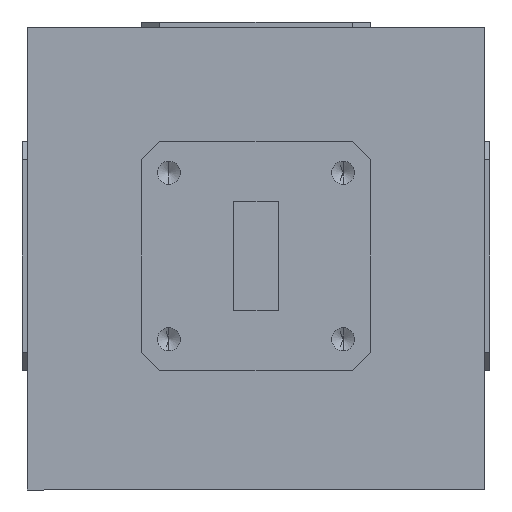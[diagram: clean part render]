
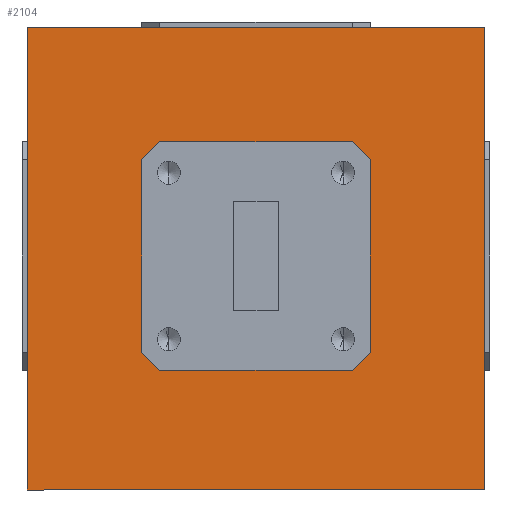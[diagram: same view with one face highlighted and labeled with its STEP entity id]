
A CAD part, front view. The second image highlights one B-rep face of the part: STEP entity #2104.
In plain terms, the highlighted planar face has unit normal (0, -1, 0).
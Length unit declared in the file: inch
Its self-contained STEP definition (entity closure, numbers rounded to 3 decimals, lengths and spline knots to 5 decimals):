
#8 = VERTEX_POINT ( 'NONE', #4306 ) ;
#14 = EDGE_CURVE ( 'NONE', #4825, #510, #1654, .T. ) ;
#29 = ORIENTED_EDGE ( 'NONE', *, *, #1250, .F. ) ;
#151 = CARTESIAN_POINT ( 'NONE',  ( 0.37, -0.855, 0.44 ) ) ;
#174 = LINE ( 'NONE', #2908, #3337 ) ;
#258 = CARTESIAN_POINT ( 'NONE',  ( 0.88, -0.855, -0.9 ) ) ;
#285 = VECTOR ( 'NONE', #3776, 39.37008 ) ;
#312 = CARTESIAN_POINT ( 'NONE',  ( -0.44, -0.855, 0.37 ) ) ;
#510 = VERTEX_POINT ( 'NONE', #1696 ) ;
#595 = EDGE_CURVE ( 'NONE', #1877, #8, #174, .T. ) ;
#600 = DIRECTION ( 'NONE',  ( 0., 0., -1. ) ) ;
#647 = VERTEX_POINT ( 'NONE', #3497 ) ;
#905 = CARTESIAN_POINT ( 'NONE',  ( 0.37, -0.855, -0.44 ) ) ;
#917 = DIRECTION ( 'NONE',  ( 0.707, 0., 0.707 ) ) ;
#1011 = CARTESIAN_POINT ( 'NONE',  ( -0.44, -0.855, -0.37 ) ) ;
#1073 = VERTEX_POINT ( 'NONE', #6492 ) ;
#1091 = ORIENTED_EDGE ( 'NONE', *, *, #7126, .F. ) ;
#1127 = LINE ( 'NONE', #5680, #5133 ) ;
#1250 = EDGE_CURVE ( 'NONE', #8, #1634, #7182, .T. ) ;
#1385 = VECTOR ( 'NONE', #600, 39.37008 ) ;
#1408 = ORIENTED_EDGE ( 'NONE', *, *, #1845, .F. ) ;
#1483 = CARTESIAN_POINT ( 'NONE',  ( -0.88, -0.855, 0.88 ) ) ;
#1538 = CARTESIAN_POINT ( 'NONE',  ( 0.9, -0.855, -0.9 ) ) ;
#1634 = VERTEX_POINT ( 'NONE', #312 ) ;
#1643 = LINE ( 'NONE', #5465, #7103 ) ;
#1654 = LINE ( 'NONE', #6795, #2563 ) ;
#1696 = CARTESIAN_POINT ( 'NONE',  ( 0.44, -0.855, 0.37 ) ) ;
#1729 = VECTOR ( 'NONE', #917, 39.37008 ) ;
#1793 = DIRECTION ( 'NONE',  ( 1., 0., 0. ) ) ;
#1825 = EDGE_CURVE ( 'NONE', #2481, #6793, #1127, .T. ) ;
#1845 = EDGE_CURVE ( 'NONE', #1073, #3974, #3370, .T. ) ;
#1877 = VERTEX_POINT ( 'NONE', #151 ) ;
#1920 = EDGE_CURVE ( 'NONE', #6793, #4825, #5191, .T. ) ;
#1991 = ORIENTED_EDGE ( 'NONE', *, *, #1825, .F. ) ;
#2104 = ADVANCED_FACE ( 'NONE', ( #4869, #6080 ), #7102, .T. ) ;
#2156 = CARTESIAN_POINT ( 'NONE',  ( -0.44, -0.855, 0.37 ) ) ;
#2481 = VERTEX_POINT ( 'NONE', #3692 ) ;
#2563 = VECTOR ( 'NONE', #2793, 39.37008 ) ;
#2588 = EDGE_LOOP ( 'NONE', ( #4211, #7155, #29, #5268, #6174, #5974, #5252, #1991 ) ) ;
#2632 = EDGE_CURVE ( 'NONE', #647, #2481, #5558, .T. ) ;
#2655 = DIRECTION ( 'NONE',  ( 0., -1., 0. ) ) ;
#2793 = DIRECTION ( 'NONE',  ( 0., 0., 1. ) ) ;
#2858 = CARTESIAN_POINT ( 'NONE',  ( 0.44, -0.855, -0.37 ) ) ;
#2908 = CARTESIAN_POINT ( 'NONE',  ( -0.37, -0.855, 0.44 ) ) ;
#3337 = VECTOR ( 'NONE', #5114, 39.37008 ) ;
#3370 = LINE ( 'NONE', #4020, #1385 ) ;
#3497 = CARTESIAN_POINT ( 'NONE',  ( -0.44, -0.855, -0.37 ) ) ;
#3607 = VECTOR ( 'NONE', #3924, 39.37008 ) ;
#3624 = CARTESIAN_POINT ( 'NONE',  ( 0.37, -0.855, -0.44 ) ) ;
#3692 = CARTESIAN_POINT ( 'NONE',  ( -0.37, -0.855, -0.44 ) ) ;
#3776 = DIRECTION ( 'NONE',  ( 1., 0., 0. ) ) ;
#3872 = ORIENTED_EDGE ( 'NONE', *, *, #6627, .T. ) ;
#3924 = DIRECTION ( 'NONE',  ( -0.707, 0., -0.707 ) ) ;
#3974 = VERTEX_POINT ( 'NONE', #258 ) ;
#4020 = CARTESIAN_POINT ( 'NONE',  ( 0.88, -0.855, 0. ) ) ;
#4211 = ORIENTED_EDGE ( 'NONE', *, *, #2632, .F. ) ;
#4240 = EDGE_CURVE ( 'NONE', #4459, #5884, #5590, .T. ) ;
#4306 = CARTESIAN_POINT ( 'NONE',  ( -0.37, -0.855, 0.44 ) ) ;
#4321 = DIRECTION ( 'NONE',  ( 0., 0., 1. ) ) ;
#4387 = CARTESIAN_POINT ( 'NONE',  ( 0., -0.855, 0. ) ) ;
#4459 = VERTEX_POINT ( 'NONE', #6351 ) ;
#4571 = LINE ( 'NONE', #6882, #6531 ) ;
#4572 = EDGE_LOOP ( 'NONE', ( #3872, #1408, #1091, #5165 ) ) ;
#4731 = VECTOR ( 'NONE', #6695, 39.37008 ) ;
#4825 = VERTEX_POINT ( 'NONE', #2858 ) ;
#4869 = FACE_BOUND ( 'NONE', #2588, .T. ) ;
#5004 = CARTESIAN_POINT ( 'NONE',  ( -0.88, -0.855, 0. ) ) ;
#5053 = DIRECTION ( 'NONE',  ( 1., 0., 0. ) ) ;
#5062 = EDGE_CURVE ( 'NONE', #510, #1877, #1643, .T. ) ;
#5098 = VECTOR ( 'NONE', #7159, 39.37008 ) ;
#5114 = DIRECTION ( 'NONE',  ( -1., 0., 0. ) ) ;
#5118 = DIRECTION ( 'NONE',  ( 0., 0., -1. ) ) ;
#5133 = VECTOR ( 'NONE', #5053, 39.37008 ) ;
#5143 = CARTESIAN_POINT ( 'NONE',  ( 0., -0.855, 0.88 ) ) ;
#5165 = ORIENTED_EDGE ( 'NONE', *, *, #4240, .F. ) ;
#5191 = LINE ( 'NONE', #3624, #1729 ) ;
#5252 = ORIENTED_EDGE ( 'NONE', *, *, #1920, .F. ) ;
#5259 = AXIS2_PLACEMENT_3D ( 'NONE', #4387, #2655, #4321 ) ;
#5268 = ORIENTED_EDGE ( 'NONE', *, *, #595, .F. ) ;
#5465 = CARTESIAN_POINT ( 'NONE',  ( 0.37, -0.855, 0.44 ) ) ;
#5558 = LINE ( 'NONE', #1011, #4731 ) ;
#5590 = LINE ( 'NONE', #5004, #5098 ) ;
#5645 = EDGE_CURVE ( 'NONE', #1634, #647, #4571, .T. ) ;
#5680 = CARTESIAN_POINT ( 'NONE',  ( -0.37, -0.855, -0.44 ) ) ;
#5884 = VERTEX_POINT ( 'NONE', #1483 ) ;
#5974 = ORIENTED_EDGE ( 'NONE', *, *, #14, .F. ) ;
#6080 = FACE_OUTER_BOUND ( 'NONE', #4572, .T. ) ;
#6174 = ORIENTED_EDGE ( 'NONE', *, *, #5062, .F. ) ;
#6350 = LINE ( 'NONE', #5143, #6904 ) ;
#6351 = CARTESIAN_POINT ( 'NONE',  ( -0.88, -0.855, -0.9 ) ) ;
#6492 = CARTESIAN_POINT ( 'NONE',  ( 0.88, -0.855, 0.88 ) ) ;
#6531 = VECTOR ( 'NONE', #5118, 39.37008 ) ;
#6566 = LINE ( 'NONE', #1538, #285 ) ;
#6627 = EDGE_CURVE ( 'NONE', #4459, #3974, #6566, .T. ) ;
#6695 = DIRECTION ( 'NONE',  ( 0.707, 0., -0.707 ) ) ;
#6793 = VERTEX_POINT ( 'NONE', #905 ) ;
#6795 = CARTESIAN_POINT ( 'NONE',  ( 0.44, -0.855, -0.37 ) ) ;
#6882 = CARTESIAN_POINT ( 'NONE',  ( -0.44, -0.855, -0.37 ) ) ;
#6904 = VECTOR ( 'NONE', #1793, 39.37008 ) ;
#7102 = PLANE ( 'NONE',  #5259 ) ;
#7103 = VECTOR ( 'NONE', #7112, 39.37008 ) ;
#7112 = DIRECTION ( 'NONE',  ( -0.707, 0., 0.707 ) ) ;
#7126 = EDGE_CURVE ( 'NONE', #5884, #1073, #6350, .T. ) ;
#7155 = ORIENTED_EDGE ( 'NONE', *, *, #5645, .F. ) ;
#7159 = DIRECTION ( 'NONE',  ( 0., 0., 1. ) ) ;
#7182 = LINE ( 'NONE', #2156, #3607 ) ;
